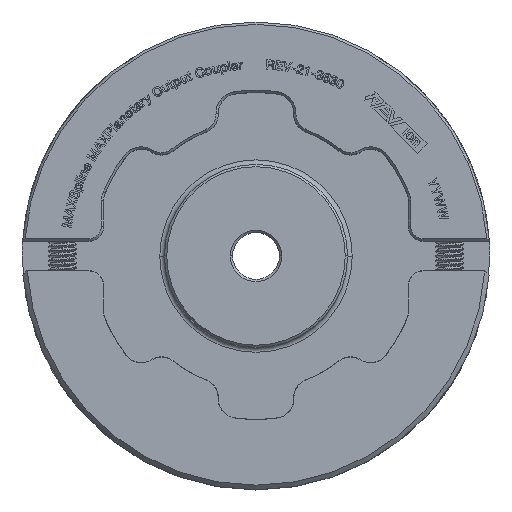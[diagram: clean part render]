
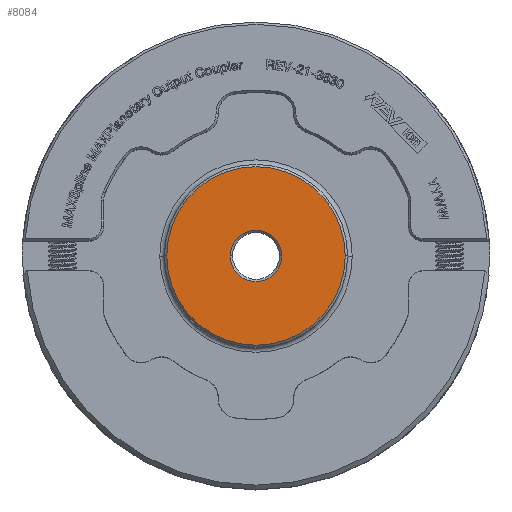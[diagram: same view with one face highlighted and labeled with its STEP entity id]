
A CAD part, top view. The second image highlights one B-rep face of the part: STEP entity #8084.
In plain terms, the highlighted planar face has unit normal (0, 0, 1).
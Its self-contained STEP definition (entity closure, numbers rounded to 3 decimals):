
#687 = CIRCLE ( 'NONE', #18614, 2.75 ) ;
#909 = DIRECTION ( 'NONE',  ( 0., 0., 1. ) ) ;
#2020 = CIRCLE ( 'NONE', #32847, 9.538 ) ;
#2132 = PLANE ( 'NONE',  #29572 ) ;
#3465 = CARTESIAN_POINT ( 'NONE',  ( 0., 0., 2.476 ) ) ;
#4664 = VERTEX_POINT ( 'NONE', #60255 ) ;
#7037 = VERTEX_POINT ( 'NONE', #40389 ) ;
#8084 = ADVANCED_FACE ( 'NONE', ( #34884, #49287 ), #2132, .T. ) ;
#10774 = CIRCLE ( 'NONE', #45649, 2.75 ) ;
#14260 = EDGE_CURVE ( 'NONE', #53210, #7037, #2020, .T. ) ;
#18412 = DIRECTION ( 'NONE',  ( 1., 0., 0. ) ) ;
#18614 = AXIS2_PLACEMENT_3D ( 'NONE', #58962, #53661, #35268 ) ;
#20131 = CARTESIAN_POINT ( 'NONE',  ( -9.538, 0., 2.476 ) ) ;
#20838 = DIRECTION ( 'NONE',  ( 1., 0., 0. ) ) ;
#24300 = ORIENTED_EDGE ( 'NONE', *, *, #50382, .T. ) ;
#25315 = ORIENTED_EDGE ( 'NONE', *, *, #38600, .T. ) ;
#27516 = DIRECTION ( 'NONE',  ( 0., 0., 1. ) ) ;
#28042 = CARTESIAN_POINT ( 'NONE',  ( 0., 0., 2.476 ) ) ;
#29572 = AXIS2_PLACEMENT_3D ( 'NONE', #48980, #909, #20838 ) ;
#32847 = AXIS2_PLACEMENT_3D ( 'NONE', #44530, #44833, #58521 ) ;
#34168 = EDGE_LOOP ( 'NONE', ( #50670, #25315 ) ) ;
#34884 = FACE_OUTER_BOUND ( 'NONE', #52949, .T. ) ;
#35268 = DIRECTION ( 'NONE',  ( 1., 0., 0. ) ) ;
#38600 = EDGE_CURVE ( 'NONE', #4664, #58897, #10774, .T. ) ;
#40389 = CARTESIAN_POINT ( 'NONE',  ( 9.538, 0., 2.476 ) ) ;
#41091 = ORIENTED_EDGE ( 'NONE', *, *, #14260, .T. ) ;
#42356 = DIRECTION ( 'NONE',  ( 1., 0., 0. ) ) ;
#44530 = CARTESIAN_POINT ( 'NONE',  ( 0., 0., 2.476 ) ) ;
#44833 = DIRECTION ( 'NONE',  ( 0., 0., 1. ) ) ;
#45649 = AXIS2_PLACEMENT_3D ( 'NONE', #28042, #47061, #42356 ) ;
#46925 = CARTESIAN_POINT ( 'NONE',  ( 2.75, 0., 2.476 ) ) ;
#47061 = DIRECTION ( 'NONE',  ( 0., 0., -1. ) ) ;
#48980 = CARTESIAN_POINT ( 'NONE',  ( 0., 0., 2.476 ) ) ;
#49287 = FACE_BOUND ( 'NONE', #34168, .T. ) ;
#50382 = EDGE_CURVE ( 'NONE', #7037, #53210, #54310, .T. ) ;
#50670 = ORIENTED_EDGE ( 'NONE', *, *, #60637, .T. ) ;
#52949 = EDGE_LOOP ( 'NONE', ( #41091, #24300 ) ) ;
#53210 = VERTEX_POINT ( 'NONE', #20131 ) ;
#53661 = DIRECTION ( 'NONE',  ( 0., 0., -1. ) ) ;
#54310 = CIRCLE ( 'NONE', #61273, 9.538 ) ;
#58521 = DIRECTION ( 'NONE',  ( 1., 0., 0. ) ) ;
#58897 = VERTEX_POINT ( 'NONE', #46925 ) ;
#58962 = CARTESIAN_POINT ( 'NONE',  ( 0., 0., 2.476 ) ) ;
#60255 = CARTESIAN_POINT ( 'NONE',  ( -2.75, 0., 2.476 ) ) ;
#60637 = EDGE_CURVE ( 'NONE', #58897, #4664, #687, .T. ) ;
#61273 = AXIS2_PLACEMENT_3D ( 'NONE', #3465, #27516, #18412 ) ;
